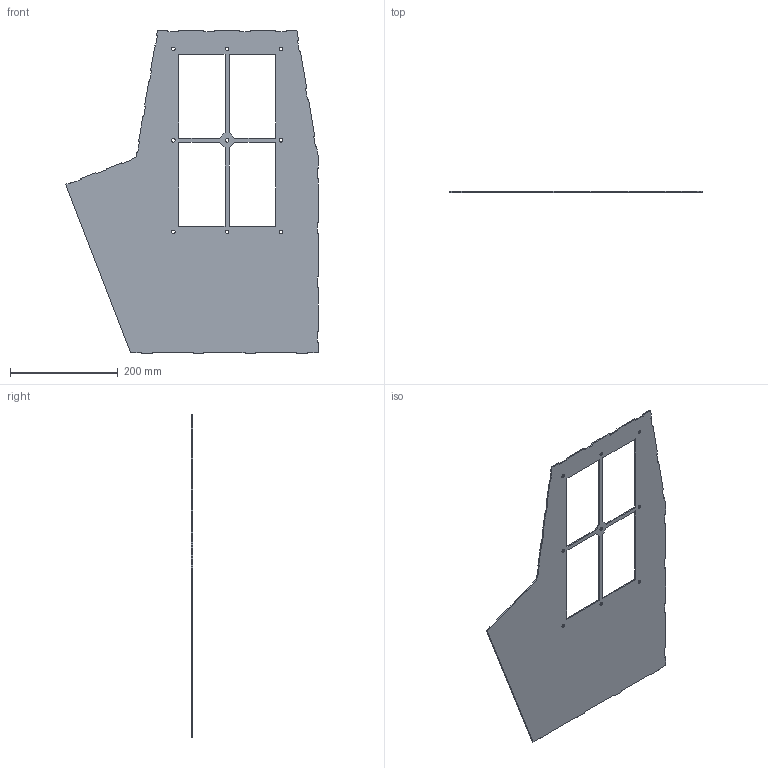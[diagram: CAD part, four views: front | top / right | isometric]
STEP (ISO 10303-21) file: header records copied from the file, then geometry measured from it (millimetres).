
FILE_DESCRIPTION (( 'STEP AP203' ), '1' );
FILE_NAME ('SHRPRO-V1 1300.04-A Hopper window side plate.step', '2019-12-23T20:15:35', ( '' ), ( '' ), 'SwSTEP 2.0', 'SolidWorks 2018', '' );
FILE_SCHEMA (( 'CONFIG_CONTROL_DESIGN' ));
Length unit declared in the file: millimetre
Products named in the file (1): SHRPRO-V1 1300.04-A Hopper window side plate
Bounding box: 469.63 x 2 x 602 mm (x, y, z)
Volume: 329690.4 mm3; surface area: 337921 mm2
Topology: 1 solids, 1 shells, 143 faces, 423 edges, 282 vertices
Faces by surface type: plane 125, cylinder 18
Entity records: 4784 total; most frequent: CARTESIAN_POINT 907, ORIENTED_EDGE 846, DIRECTION 689, EDGE_CURVE 423, VECTOR 329, LINE 329, VERTEX_POINT 282, AXIS2_PLACEMENT_3D 180
